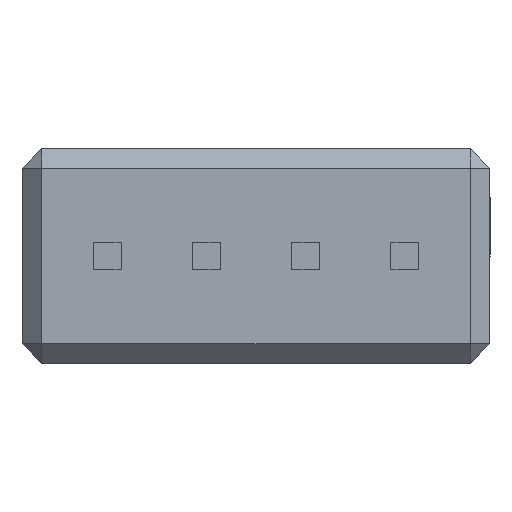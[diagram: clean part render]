
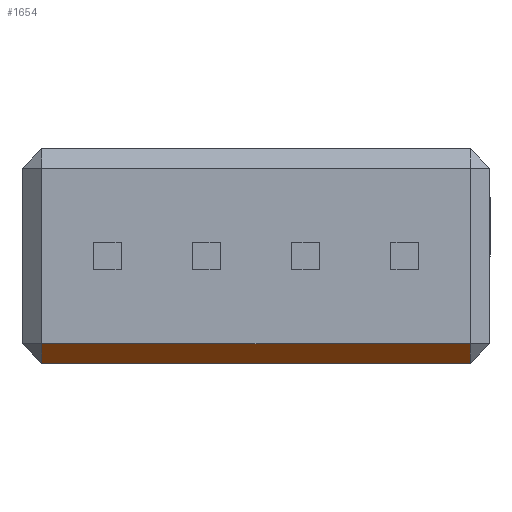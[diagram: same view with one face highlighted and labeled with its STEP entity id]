
A CAD part, front view. The second image highlights one B-rep face of the part: STEP entity #1654.
In plain terms, the highlighted planar face has unit normal (0, -0.707, -0.707).
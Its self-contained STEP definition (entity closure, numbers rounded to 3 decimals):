
#264 = VECTOR ( 'NONE', #5617, 1000. ) ;
#509 = LINE ( 'NONE', #2980, #3901 ) ;
#681 = DIRECTION ( 'NONE',  ( -1., 0., 0. ) ) ;
#704 = EDGE_CURVE ( 'NONE', #2384, #3014, #3604, .T. ) ;
#893 = CARTESIAN_POINT ( 'NONE',  ( 0., -7.25, 0. ) ) ;
#912 = LINE ( 'NONE', #1446, #264 ) ;
#1230 = CARTESIAN_POINT ( 'NONE',  ( 3., -7.75, 0.5 ) ) ;
#1264 = VERTEX_POINT ( 'NONE', #2767 ) ;
#1446 = CARTESIAN_POINT ( 'NONE',  ( -5.5, -7.5, 0.25 ) ) ;
#1461 = VERTEX_POINT ( 'NONE', #6173 ) ;
#1654 = ADVANCED_FACE ( 'NONE', ( #3125 ), #4978, .T. ) ;
#1675 = VECTOR ( 'NONE', #681, 1000. ) ;
#1766 = CARTESIAN_POINT ( 'NONE',  ( 3., -7.5, 0.25 ) ) ;
#1810 = ORIENTED_EDGE ( 'NONE', *, *, #7248, .T. ) ;
#2095 = CARTESIAN_POINT ( 'NONE',  ( -5.5, -7.75, 0.5 ) ) ;
#2384 = VERTEX_POINT ( 'NONE', #3884 ) ;
#2767 = CARTESIAN_POINT ( 'NONE',  ( 5.5, -7.25, 0. ) ) ;
#2823 = AXIS2_PLACEMENT_3D ( 'NONE', #1766, #3037, #5419 ) ;
#2980 = CARTESIAN_POINT ( 'NONE',  ( 5.5, -7.5, 0.25 ) ) ;
#3014 = VERTEX_POINT ( 'NONE', #2095 ) ;
#3037 = DIRECTION ( 'NONE',  ( 0., -0.707, -0.707 ) ) ;
#3125 = FACE_OUTER_BOUND ( 'NONE', #6495, .T. ) ;
#3604 = LINE ( 'NONE', #1230, #1675 ) ;
#3884 = CARTESIAN_POINT ( 'NONE',  ( 5.5, -7.75, 0.5 ) ) ;
#3901 = VECTOR ( 'NONE', #4771, 1000. ) ;
#3937 = LINE ( 'NONE', #893, #7348 ) ;
#4771 = DIRECTION ( 'NONE',  ( 0., -0.707, 0.707 ) ) ;
#4978 = PLANE ( 'NONE',  #2823 ) ;
#4980 = ORIENTED_EDGE ( 'NONE', *, *, #704, .T. ) ;
#5419 = DIRECTION ( 'NONE',  ( 0., 0.707, -0.707 ) ) ;
#5617 = DIRECTION ( 'NONE',  ( 0., 0.707, -0.707 ) ) ;
#6173 = CARTESIAN_POINT ( 'NONE',  ( -5.5, -7.25, 0. ) ) ;
#6495 = EDGE_LOOP ( 'NONE', ( #7232, #4980, #1810, #6550 ) ) ;
#6550 = ORIENTED_EDGE ( 'NONE', *, *, #7526, .T. ) ;
#6694 = EDGE_CURVE ( 'NONE', #1264, #2384, #509, .T. ) ;
#7008 = DIRECTION ( 'NONE',  ( 1., 0., 0. ) ) ;
#7232 = ORIENTED_EDGE ( 'NONE', *, *, #6694, .T. ) ;
#7248 = EDGE_CURVE ( 'NONE', #3014, #1461, #912, .T. ) ;
#7348 = VECTOR ( 'NONE', #7008, 1000. ) ;
#7526 = EDGE_CURVE ( 'NONE', #1461, #1264, #3937, .T. ) ;
